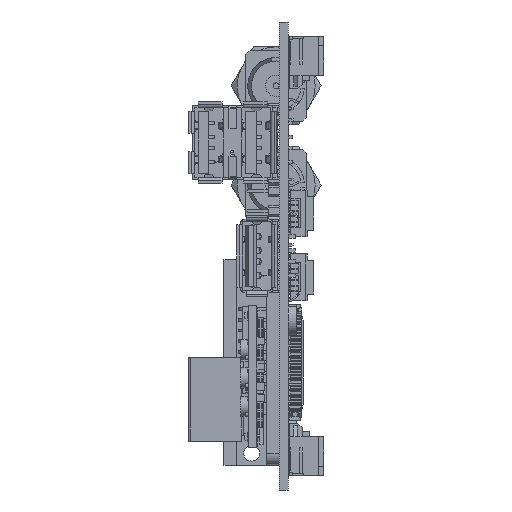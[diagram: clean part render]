
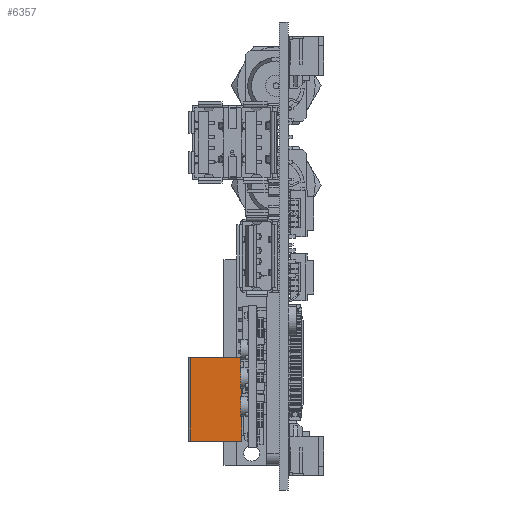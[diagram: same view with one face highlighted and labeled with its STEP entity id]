
A CAD part, left-side view. The second image highlights one B-rep face of the part: STEP entity #6357.
In plain terms, the highlighted face is planar.
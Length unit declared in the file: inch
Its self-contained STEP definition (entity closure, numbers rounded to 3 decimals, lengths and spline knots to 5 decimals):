
#6357 = ADVANCED_FACE ( 'NONE', ( #152927 ), #151548, .F. ) ;
#10704 = ORIENTED_EDGE ( 'NONE', *, *, #153459, .T. ) ;
#10706 = ORIENTED_EDGE ( 'NONE', *, *, #153462, .F. ) ;
#10707 = ORIENTED_EDGE ( 'NONE', *, *, #153468, .T. ) ;
#10708 = ORIENTED_EDGE ( 'NONE', *, *, #153392, .T. ) ;
#23473 = CARTESIAN_POINT ( 'NONE',  ( 0.29528, 0.17717, 0.29528 ) ) ;
#23492 = DIRECTION ( 'NONE',  ( 0., -1., 0. ) ) ;
#23621 = CARTESIAN_POINT ( 'NONE',  ( 0.29528, 0.3622, -0.49852 ) ) ;
#23632 = CARTESIAN_POINT ( 'NONE',  ( 0.29528, 0., -0.29528 ) ) ;
#23635 = DIRECTION ( 'NONE',  ( 0., 0., -1. ) ) ;
#23637 = CARTESIAN_POINT ( 'NONE',  ( 0.29528, 0.17717, -0.29528 ) ) ;
#23639 = DIRECTION ( 'NONE',  ( 0., -1., 0. ) ) ;
#23646 = DIRECTION ( 'NONE',  ( 0., 0., 1. ) ) ;
#24051 = LINE ( 'NONE', #23473, #24058 ) ;
#24058 = VECTOR ( 'NONE', #23492, 39.37008 ) ;
#24103 = LINE ( 'NONE', #23632, #24106 ) ;
#24105 = LINE ( 'NONE', #23637, #24108 ) ;
#24106 = VECTOR ( 'NONE', #23635, 39.37008 ) ;
#24107 = LINE ( 'NONE', #23621, #24112 ) ;
#24108 = VECTOR ( 'NONE', #23639, 39.37008 ) ;
#24112 = VECTOR ( 'NONE', #23646, 39.37008 ) ;
#104318 = VERTEX_POINT ( 'NONE', #136601 ) ;
#104321 = VERTEX_POINT ( 'NONE', #136606 ) ;
#104339 = VERTEX_POINT ( 'NONE', #136639 ) ;
#104340 = VERTEX_POINT ( 'NONE', #136641 ) ;
#114433 = EDGE_LOOP ( 'NONE', ( #10704, #10706, #10707, #10708 ) ) ;
#136601 = CARTESIAN_POINT ( 'NONE',  ( 0.29528, 0., 0.29528 ) ) ;
#136606 = CARTESIAN_POINT ( 'NONE',  ( 0.29528, 0.3622, 0.29528 ) ) ;
#136639 = CARTESIAN_POINT ( 'NONE',  ( 0.29528, 0., -0.29528 ) ) ;
#136641 = CARTESIAN_POINT ( 'NONE',  ( 0.29528, 0.3622, -0.29528 ) ) ;
#145408 = AXIS2_PLACEMENT_3D ( 'NONE', #151542, #151554, #151555 ) ;
#151542 = CARTESIAN_POINT ( 'NONE',  ( 0.29528, 0.17717, -0.29528 ) ) ;
#151548 = PLANE ( 'NONE',  #145408 ) ;
#151554 = DIRECTION ( 'NONE',  ( -1., 0., 0. ) ) ;
#151555 = DIRECTION ( 'NONE',  ( 0., 0., 1. ) ) ;
#152927 = FACE_OUTER_BOUND ( 'NONE', #114433, .T. ) ;
#153392 = EDGE_CURVE ( 'NONE', #104321, #104318, #24051, .T. ) ;
#153459 = EDGE_CURVE ( 'NONE', #104318, #104339, #24103, .T. ) ;
#153462 = EDGE_CURVE ( 'NONE', #104340, #104339, #24105, .T. ) ;
#153468 = EDGE_CURVE ( 'NONE', #104340, #104321, #24107, .T. ) ;
